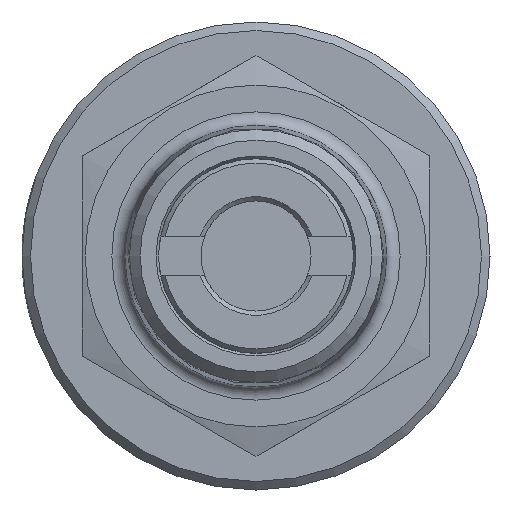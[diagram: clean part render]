
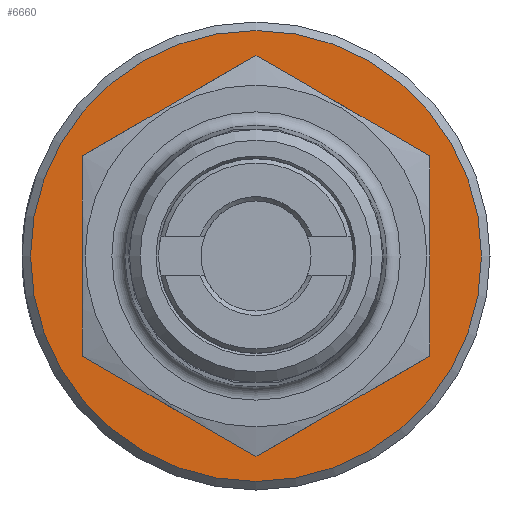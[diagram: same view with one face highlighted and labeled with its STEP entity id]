
A CAD part, left-side view. The second image highlights one B-rep face of the part: STEP entity #6660.
In plain terms, the highlighted planar face has unit normal (-1, 0, 0).
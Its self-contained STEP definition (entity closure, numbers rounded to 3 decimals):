
#278=CIRCLE('',#7105,42.215);
#281=CIRCLE('',#7110,27.271);
#282=CIRCLE('',#7111,27.271);
#407=PLANE('',#7109);
#465=FACE_BOUND('',#1436,.T.);
#1008=FACE_OUTER_BOUND('',#1435,.T.);
#1435=EDGE_LOOP('',(#6058));
#1436=EDGE_LOOP('',(#6059,#6060));
#3177=VERTEX_POINT('',#48023);
#3182=VERTEX_POINT('',#48088);
#3183=VERTEX_POINT('',#48089);
#4144=EDGE_CURVE('',#3177,#3177,#278,.T.);
#4150=EDGE_CURVE('',#3182,#3183,#281,.T.);
#4151=EDGE_CURVE('',#3183,#3182,#282,.T.);
#6058=ORIENTED_EDGE('',*,*,#4144,.F.);
#6059=ORIENTED_EDGE('',*,*,#4150,.T.);
#6060=ORIENTED_EDGE('',*,*,#4151,.T.);
#6660=ADVANCED_FACE('',(#1008,#465),#407,.T.);
#7105=AXIS2_PLACEMENT_3D('',#48025,#8292,#8293);
#7109=AXIS2_PLACEMENT_3D('',#48087,#8301,#8302);
#7110=AXIS2_PLACEMENT_3D('',#48090,#8303,#8304);
#7111=AXIS2_PLACEMENT_3D('',#48091,#8305,#8306);
#8292=DIRECTION('center_axis',(1.,0.,0.));
#8293=DIRECTION('ref_axis',(0.,-1.,0.));
#8301=DIRECTION('center_axis',(-1.,0.,0.));
#8302=DIRECTION('ref_axis',(0.,0.,1.));
#8303=DIRECTION('center_axis',(1.,0.,0.));
#8304=DIRECTION('ref_axis',(0.,1.,0.));
#8305=DIRECTION('center_axis',(1.,0.,0.));
#8306=DIRECTION('ref_axis',(0.,1.,0.));
#48023=CARTESIAN_POINT('',(0.,42.215,0.));
#48025=CARTESIAN_POINT('Origin',(0.,0.,0.));
#48087=CARTESIAN_POINT('Origin',(0.,35.543,
0.));
#48088=CARTESIAN_POINT('',(0.,27.271,0.));
#48089=CARTESIAN_POINT('',(0.,-27.271,0.));
#48090=CARTESIAN_POINT('Origin',(0.,0.,0.));
#48091=CARTESIAN_POINT('Origin',(0.,0.,0.));
